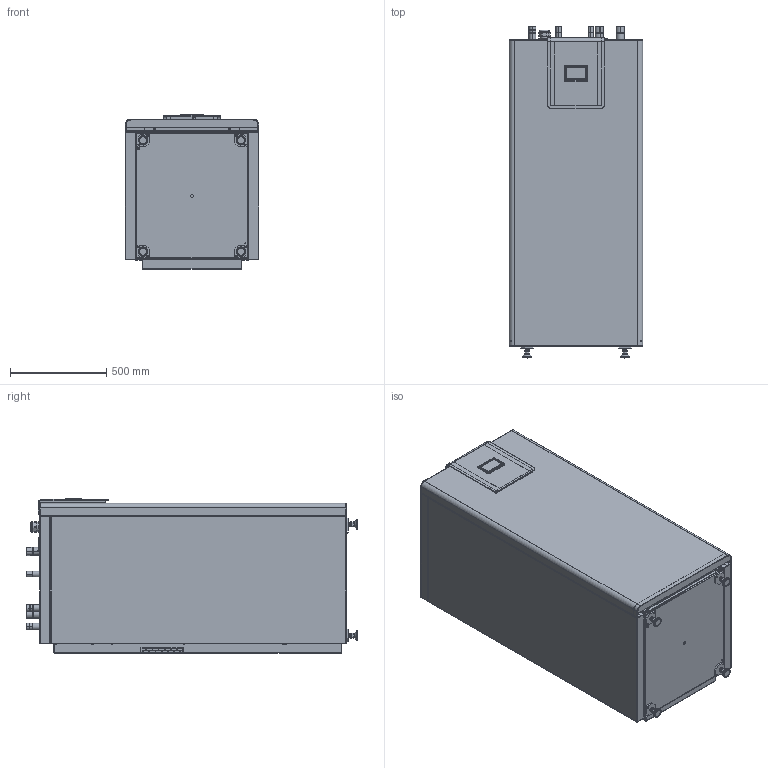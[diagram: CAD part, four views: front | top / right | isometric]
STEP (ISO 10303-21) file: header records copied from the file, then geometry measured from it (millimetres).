
FILE_DESCRIPTION((''),'2;1');
FILE_NAME('WPE-I_33-44_H_SW0001','2019-02-18T13:41:14',('2625'),('STIEBEL-ELTRON'),'CREO PARAMETRIC BY PTC INC, 2017380','CREO PARAMETRIC BY PTC INC, 2017380','');
FILE_SCHEMA(('AUTOMOTIVE_DESIGN { 1 0 10303 214 1 1 1 1 }'));
Products named in the file (1): WPE-I_33-44_H_SW0001
Bounding box: 692 x 1724.01 x 802.98 mm (x, y, z)
Volume: 10063526.7 mm3; surface area: 14506890.7 mm2
Topology: 3 solids, 9 shells, 4814 faces, 12006 edges, 7416 vertices
Faces by surface type: plane 2491, cylinder 1336, torus 465, cone 316, bspline 171, sphere 24, extrusion 11
Entity records: 241198 total; most frequent: CARTESIAN_POINT 52970, DIRECTION 24654, ORIENTED_EDGE 23920, PRESENTATION_STYLE_ASSIGNMENT 16788, STYLED_ITEM 11974, CURVE_STYLE 11971, EDGE_CURVE 11960, AXIS2_PLACEMENT_3D 8865
